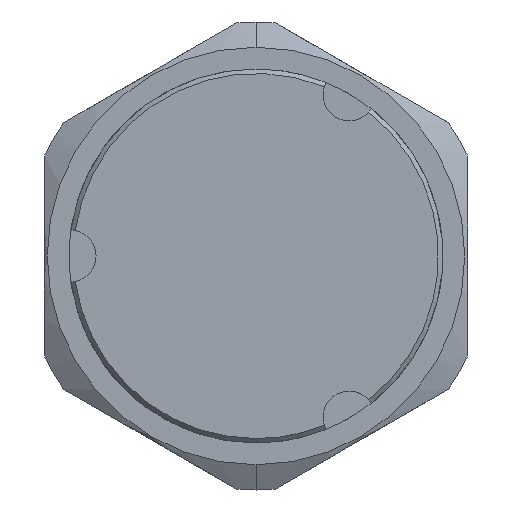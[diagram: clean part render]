
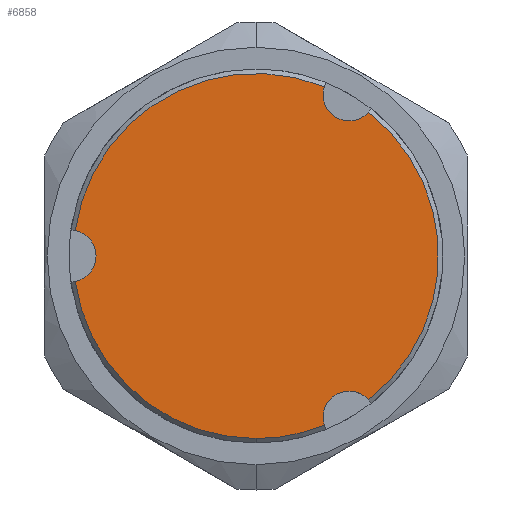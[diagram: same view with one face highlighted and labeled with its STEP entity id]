
A CAD part, left-side view. The second image highlights one B-rep face of the part: STEP entity #6858.
In plain terms, the highlighted planar face has unit normal (-1, 0, 0).
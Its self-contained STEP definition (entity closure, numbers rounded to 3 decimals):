
#123 = DIRECTION ( 'NONE',  ( 0., 0., -1. ) ) ;
#144 = VERTEX_POINT ( 'NONE', #4191 ) ;
#387 = CARTESIAN_POINT ( 'NONE',  ( -7.95, 12.205, 1.716 ) ) ;
#392 = DIRECTION ( 'NONE',  ( -1., 0., 0. ) ) ;
#748 = DIRECTION ( 'NONE',  ( -1., 0., 0. ) ) ;
#871 = ORIENTED_EDGE ( 'NONE', *, *, #8300, .T. ) ;
#1091 = CARTESIAN_POINT ( 'NONE',  ( -7.95, -4.617, 11.428 ) ) ;
#1223 = DIRECTION ( 'NONE',  ( -1., 0., 0. ) ) ;
#1319 = CARTESIAN_POINT ( 'NONE',  ( -7.95, 0., 0. ) ) ;
#1347 = CARTESIAN_POINT ( 'NONE',  ( -7.95, 0., -12.325 ) ) ;
#1433 = ORIENTED_EDGE ( 'NONE', *, *, #13445, .F. ) ;
#1543 = VERTEX_POINT ( 'NONE', #1347 ) ;
#1545 = CIRCLE ( 'NONE', #6769, 1.75 ) ;
#1690 = CARTESIAN_POINT ( 'NONE',  ( -7.95, 12.205, -1.716 ) ) ;
#1955 = AXIS2_PLACEMENT_3D ( 'NONE', #14809, #9108, #123 ) ;
#2021 = CARTESIAN_POINT ( 'NONE',  ( -7.95, 0., 0. ) ) ;
#2508 = ORIENTED_EDGE ( 'NONE', *, *, #4380, .F. ) ;
#2518 = DIRECTION ( 'NONE',  ( 0., 0., 1. ) ) ;
#2680 = DIRECTION ( 'NONE',  ( 0., 0., 1. ) ) ;
#2855 = EDGE_CURVE ( 'NONE', #14465, #8450, #6816, .T. ) ;
#2871 = AXIS2_PLACEMENT_3D ( 'NONE', #4294, #748, #13294 ) ;
#3545 = CIRCLE ( 'NONE', #2871, 1.75 ) ;
#4180 = EDGE_CURVE ( 'NONE', #14465, #9183, #11394, .T. ) ;
#4191 = CARTESIAN_POINT ( 'NONE',  ( -7.95, -7.588, -9.712 ) ) ;
#4259 = AXIS2_PLACEMENT_3D ( 'NONE', #14136, #7125, #8429 ) ;
#4294 = CARTESIAN_POINT ( 'NONE',  ( -7.95, 12.55, 0. ) ) ;
#4380 = EDGE_CURVE ( 'NONE', #10728, #8450, #3545, .T. ) ;
#4532 = ORIENTED_EDGE ( 'NONE', *, *, #4180, .F. ) ;
#4577 = PLANE ( 'NONE',  #1955 ) ;
#4584 = CARTESIAN_POINT ( 'NONE',  ( -7.95, -4.617, -11.428 ) ) ;
#4910 = CARTESIAN_POINT ( 'NONE',  ( -7.95, 0., 0. ) ) ;
#4918 = AXIS2_PLACEMENT_3D ( 'NONE', #1319, #1223, #2518 ) ;
#5566 = CARTESIAN_POINT ( 'NONE',  ( -7.95, -6.275, -10.869 ) ) ;
#5938 = DIRECTION ( 'NONE',  ( 0., -0.866, -0.5 ) ) ;
#5996 = DIRECTION ( 'NONE',  ( -1., 0., 0. ) ) ;
#6769 = AXIS2_PLACEMENT_3D ( 'NONE', #5566, #7861, #14756 ) ;
#6816 = CIRCLE ( 'NONE', #14049, 12.325 ) ;
#6841 = ORIENTED_EDGE ( 'NONE', *, *, #10655, .F. ) ;
#6858 = ADVANCED_FACE ( 'NONE', ( #8562 ), #4577, .F. ) ;
#6883 = EDGE_CURVE ( 'NONE', #144, #9183, #10544, .T. ) ;
#7125 = DIRECTION ( 'NONE',  ( -1., 0., 0. ) ) ;
#7600 = CARTESIAN_POINT ( 'NONE',  ( -7.95, -7.588, 9.712 ) ) ;
#7861 = DIRECTION ( 'NONE',  ( -1., 0., 0. ) ) ;
#7952 = ORIENTED_EDGE ( 'NONE', *, *, #11616, .T. ) ;
#8011 = CIRCLE ( 'NONE', #4259, 1.75 ) ;
#8240 = CARTESIAN_POINT ( 'NONE',  ( -7.95, -6.275, 10.869 ) ) ;
#8300 = EDGE_CURVE ( 'NONE', #1543, #8947, #8719, .T. ) ;
#8429 = DIRECTION ( 'NONE',  ( 0., 0.866, -0.5 ) ) ;
#8450 = VERTEX_POINT ( 'NONE', #387 ) ;
#8562 = FACE_OUTER_BOUND ( 'NONE', #9278, .T. ) ;
#8719 = CIRCLE ( 'NONE', #4918, 12.325 ) ;
#8801 = VERTEX_POINT ( 'NONE', #12226 ) ;
#8944 = DIRECTION ( 'NONE',  ( 0., 0., 1. ) ) ;
#8947 = VERTEX_POINT ( 'NONE', #4584 ) ;
#9108 = DIRECTION ( 'NONE',  ( 1., 0., 0. ) ) ;
#9183 = VERTEX_POINT ( 'NONE', #7600 ) ;
#9278 = EDGE_LOOP ( 'NONE', ( #14493, #4532, #12189, #2508, #7952, #871, #6841, #1433 ) ) ;
#10517 = DIRECTION ( 'NONE',  ( 0., 0., 1. ) ) ;
#10544 = CIRCLE ( 'NONE', #14373, 12.325 ) ;
#10583 = AXIS2_PLACEMENT_3D ( 'NONE', #11803, #11956, #2680 ) ;
#10655 = EDGE_CURVE ( 'NONE', #8801, #8947, #8011, .T. ) ;
#10728 = VERTEX_POINT ( 'NONE', #1690 ) ;
#11394 = CIRCLE ( 'NONE', #12039, 1.75 ) ;
#11616 = EDGE_CURVE ( 'NONE', #10728, #1543, #13750, .T. ) ;
#11803 = CARTESIAN_POINT ( 'NONE',  ( -7.95, 0., 0. ) ) ;
#11956 = DIRECTION ( 'NONE',  ( -1., 0., 0. ) ) ;
#12039 = AXIS2_PLACEMENT_3D ( 'NONE', #8240, #392, #5938 ) ;
#12189 = ORIENTED_EDGE ( 'NONE', *, *, #2855, .T. ) ;
#12226 = CARTESIAN_POINT ( 'NONE',  ( -7.95, -6.275, -9.119 ) ) ;
#13294 = DIRECTION ( 'NONE',  ( 0., 0., 1. ) ) ;
#13445 = EDGE_CURVE ( 'NONE', #144, #8801, #1545, .T. ) ;
#13750 = CIRCLE ( 'NONE', #10583, 12.325 ) ;
#14049 = AXIS2_PLACEMENT_3D ( 'NONE', #2021, #14690, #8944 ) ;
#14136 = CARTESIAN_POINT ( 'NONE',  ( -7.95, -6.275, -10.869 ) ) ;
#14373 = AXIS2_PLACEMENT_3D ( 'NONE', #4910, #5996, #10517 ) ;
#14465 = VERTEX_POINT ( 'NONE', #1091 ) ;
#14493 = ORIENTED_EDGE ( 'NONE', *, *, #6883, .T. ) ;
#14690 = DIRECTION ( 'NONE',  ( -1., 0., 0. ) ) ;
#14756 = DIRECTION ( 'NONE',  ( 0., 0.866, -0.5 ) ) ;
#14809 = CARTESIAN_POINT ( 'NONE',  ( -7.95, 0., 0. ) ) ;
